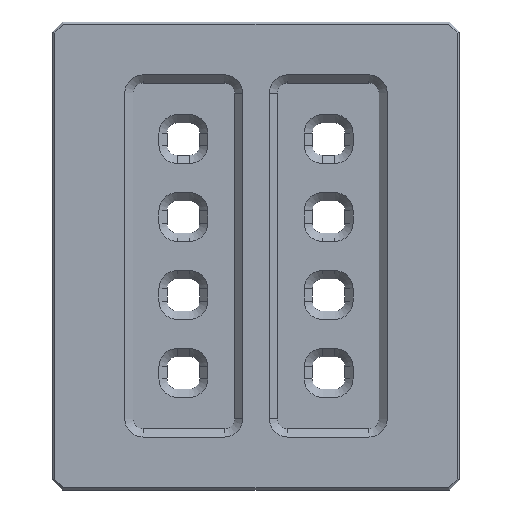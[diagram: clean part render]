
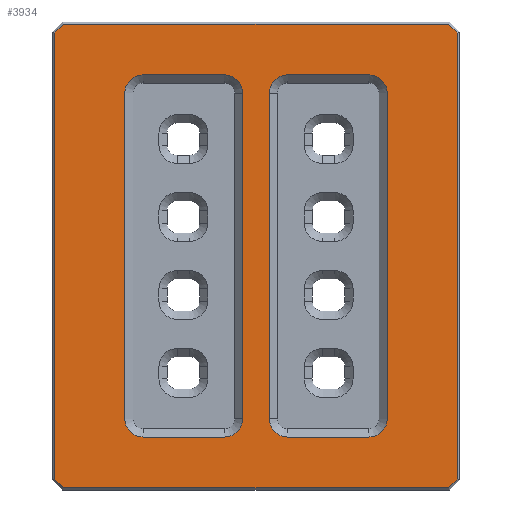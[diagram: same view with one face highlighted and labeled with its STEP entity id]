
A CAD part, top view. The second image highlights one B-rep face of the part: STEP entity #3934.
In plain terms, the highlighted planar face has unit normal (0, 0, 1).
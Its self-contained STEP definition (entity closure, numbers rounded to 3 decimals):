
#219=FACE_BOUND('',#799,.T.);
#220=FACE_BOUND('',#800,.T.);
#365=PLANE('',#4307);
#558=FACE_OUTER_BOUND('',#798,.T.);
#798=EDGE_LOOP('',(#3467,#3468,#3469,#3470,#3471,#3472,#3473,#3474));
#799=EDGE_LOOP('',(#3475,#3476,#3477,#3478,#3479,#3480,#3481,#3482));
#800=EDGE_LOOP('',(#3483,#3484,#3485,#3486,#3487,#3488,#3489,#3490));
#987=CIRCLE('',#4308,9.);
#988=CIRCLE('',#4309,9.);
#989=CIRCLE('',#4310,9.);
#990=CIRCLE('',#4311,9.);
#991=CIRCLE('',#4312,9.);
#992=CIRCLE('',#4313,9.);
#993=CIRCLE('',#4314,9.);
#994=CIRCLE('',#4315,9.);
#1317=LINE('',#6449,#1709);
#1321=LINE('',#6456,#1713);
#1324=LINE('',#6462,#1716);
#1327=LINE('',#6468,#1719);
#1330=LINE('',#6473,#1722);
#1332=LINE('',#6477,#1724);
#1334=LINE('',#6481,#1726);
#1336=LINE('',#6484,#1728);
#1338=LINE('',#6490,#1730);
#1339=LINE('',#6494,#1731);
#1340=LINE('',#6498,#1732);
#1341=LINE('',#6502,#1733);
#1342=LINE('',#6506,#1734);
#1343=LINE('',#6510,#1735);
#1344=LINE('',#6514,#1736);
#1345=LINE('',#6518,#1737);
#1709=VECTOR('',#5280,10.);
#1713=VECTOR('',#5286,10.);
#1716=VECTOR('',#5291,10.);
#1719=VECTOR('',#5296,10.);
#1722=VECTOR('',#5301,10.);
#1724=VECTOR('',#5305,10.);
#1726=VECTOR('',#5309,10.);
#1728=VECTOR('',#5313,10.);
#1730=VECTOR('',#5319,10.);
#1731=VECTOR('',#5322,10.);
#1732=VECTOR('',#5325,10.);
#1733=VECTOR('',#5328,10.);
#1734=VECTOR('',#5331,10.);
#1735=VECTOR('',#5334,10.);
#1736=VECTOR('',#5337,10.);
#1737=VECTOR('',#5340,10.);
#2072=VERTEX_POINT('',#6447);
#2073=VERTEX_POINT('',#6448);
#2075=VERTEX_POINT('',#6455);
#2077=VERTEX_POINT('',#6461);
#2079=VERTEX_POINT('',#6467);
#2080=VERTEX_POINT('',#6472);
#2081=VERTEX_POINT('',#6476);
#2082=VERTEX_POINT('',#6480);
#2083=VERTEX_POINT('',#6488);
#2084=VERTEX_POINT('',#6489);
#2085=VERTEX_POINT('',#6491);
#2086=VERTEX_POINT('',#6493);
#2087=VERTEX_POINT('',#6495);
#2088=VERTEX_POINT('',#6497);
#2089=VERTEX_POINT('',#6499);
#2090=VERTEX_POINT('',#6501);
#2091=VERTEX_POINT('',#6504);
#2092=VERTEX_POINT('',#6505);
#2093=VERTEX_POINT('',#6507);
#2094=VERTEX_POINT('',#6509);
#2095=VERTEX_POINT('',#6511);
#2096=VERTEX_POINT('',#6513);
#2097=VERTEX_POINT('',#6515);
#2098=VERTEX_POINT('',#6517);
#2549=EDGE_CURVE('',#2072,#2073,#1317,.T.);
#2553=EDGE_CURVE('',#2073,#2075,#1321,.T.);
#2556=EDGE_CURVE('',#2075,#2077,#1324,.T.);
#2559=EDGE_CURVE('',#2077,#2079,#1327,.T.);
#2562=EDGE_CURVE('',#2079,#2080,#1330,.T.);
#2564=EDGE_CURVE('',#2080,#2081,#1332,.T.);
#2566=EDGE_CURVE('',#2081,#2082,#1334,.T.);
#2568=EDGE_CURVE('',#2082,#2072,#1336,.T.);
#2570=EDGE_CURVE('',#2083,#2084,#1338,.T.);
#2571=EDGE_CURVE('',#2085,#2083,#987,.T.);
#2572=EDGE_CURVE('',#2086,#2085,#1339,.T.);
#2573=EDGE_CURVE('',#2087,#2086,#988,.T.);
#2574=EDGE_CURVE('',#2088,#2087,#1340,.T.);
#2575=EDGE_CURVE('',#2089,#2088,#989,.T.);
#2576=EDGE_CURVE('',#2090,#2089,#1341,.T.);
#2577=EDGE_CURVE('',#2084,#2090,#990,.T.);
#2578=EDGE_CURVE('',#2091,#2092,#1342,.T.);
#2579=EDGE_CURVE('',#2093,#2091,#991,.T.);
#2580=EDGE_CURVE('',#2094,#2093,#1343,.T.);
#2581=EDGE_CURVE('',#2095,#2094,#992,.T.);
#2582=EDGE_CURVE('',#2096,#2095,#1344,.T.);
#2583=EDGE_CURVE('',#2097,#2096,#993,.T.);
#2584=EDGE_CURVE('',#2098,#2097,#1345,.T.);
#2585=EDGE_CURVE('',#2092,#2098,#994,.T.);
#3467=ORIENTED_EDGE('',*,*,#2549,.F.);
#3468=ORIENTED_EDGE('',*,*,#2568,.F.);
#3469=ORIENTED_EDGE('',*,*,#2566,.F.);
#3470=ORIENTED_EDGE('',*,*,#2564,.F.);
#3471=ORIENTED_EDGE('',*,*,#2562,.F.);
#3472=ORIENTED_EDGE('',*,*,#2559,.F.);
#3473=ORIENTED_EDGE('',*,*,#2556,.F.);
#3474=ORIENTED_EDGE('',*,*,#2553,.F.);
#3475=ORIENTED_EDGE('',*,*,#2570,.F.);
#3476=ORIENTED_EDGE('',*,*,#2571,.F.);
#3477=ORIENTED_EDGE('',*,*,#2572,.F.);
#3478=ORIENTED_EDGE('',*,*,#2573,.F.);
#3479=ORIENTED_EDGE('',*,*,#2574,.F.);
#3480=ORIENTED_EDGE('',*,*,#2575,.F.);
#3481=ORIENTED_EDGE('',*,*,#2576,.F.);
#3482=ORIENTED_EDGE('',*,*,#2577,.F.);
#3483=ORIENTED_EDGE('',*,*,#2578,.F.);
#3484=ORIENTED_EDGE('',*,*,#2579,.F.);
#3485=ORIENTED_EDGE('',*,*,#2580,.F.);
#3486=ORIENTED_EDGE('',*,*,#2581,.F.);
#3487=ORIENTED_EDGE('',*,*,#2582,.F.);
#3488=ORIENTED_EDGE('',*,*,#2583,.F.);
#3489=ORIENTED_EDGE('',*,*,#2584,.F.);
#3490=ORIENTED_EDGE('',*,*,#2585,.F.);
#3934=ADVANCED_FACE('',(#558,#219,#220),#365,.T.);
#4307=AXIS2_PLACEMENT_3D('',#6487,#5317,#5318);
#4308=AXIS2_PLACEMENT_3D('',#6492,#5320,#5321);
#4309=AXIS2_PLACEMENT_3D('',#6496,#5323,#5324);
#4310=AXIS2_PLACEMENT_3D('',#6500,#5326,#5327);
#4311=AXIS2_PLACEMENT_3D('',#6503,#5329,#5330);
#4312=AXIS2_PLACEMENT_3D('',#6508,#5332,#5333);
#4313=AXIS2_PLACEMENT_3D('',#6512,#5335,#5336);
#4314=AXIS2_PLACEMENT_3D('',#6516,#5338,#5339);
#4315=AXIS2_PLACEMENT_3D('',#6519,#5341,#5342);
#5280=DIRECTION('',(0.,-1.,0.));
#5286=DIRECTION('',(-0.707,-0.707,0.));
#5291=DIRECTION('',(-1.,0.,0.));
#5296=DIRECTION('',(-0.707,0.707,0.));
#5301=DIRECTION('',(0.,1.,0.));
#5305=DIRECTION('',(0.707,0.707,0.));
#5309=DIRECTION('',(1.,0.,0.));
#5313=DIRECTION('',(0.707,-0.707,0.));
#5317=DIRECTION('center_axis',(0.,0.,1.));
#5318=DIRECTION('ref_axis',(1.,0.,0.));
#5319=DIRECTION('',(0.,1.,0.));
#5320=DIRECTION('center_axis',(0.,0.,1.));
#5321=DIRECTION('ref_axis',(0.707,-0.707,0.));
#5322=DIRECTION('',(1.,0.,0.));
#5323=DIRECTION('center_axis',(0.,0.,1.));
#5324=DIRECTION('ref_axis',(-0.707,-0.707,0.));
#5325=DIRECTION('',(0.,-1.,0.));
#5326=DIRECTION('center_axis',(0.,0.,1.));
#5327=DIRECTION('ref_axis',(-0.707,0.707,0.));
#5328=DIRECTION('',(-1.,0.,0.));
#5329=DIRECTION('center_axis',(0.,0.,1.));
#5330=DIRECTION('ref_axis',(0.707,0.707,0.));
#5331=DIRECTION('',(0.,-1.,0.));
#5332=DIRECTION('center_axis',(0.,0.,1.));
#5333=DIRECTION('ref_axis',(-0.707,0.707,0.));
#5334=DIRECTION('',(-1.,0.,0.));
#5335=DIRECTION('center_axis',(0.,0.,1.));
#5336=DIRECTION('ref_axis',(0.707,0.707,0.));
#5337=DIRECTION('',(0.,1.,0.));
#5338=DIRECTION('center_axis',(0.,0.,1.));
#5339=DIRECTION('ref_axis',(0.707,-0.707,0.));
#5340=DIRECTION('',(1.,0.,0.));
#5341=DIRECTION('center_axis',(0.,0.,1.));
#5342=DIRECTION('ref_axis',(-0.707,-0.707,0.));
#6447=CARTESIAN_POINT('',(99.,109.586,13.));
#6448=CARTESIAN_POINT('',(99.,-109.586,13.));
#6449=CARTESIAN_POINT('',(99.,-57.5,13.));
#6455=CARTESIAN_POINT('',(94.586,-114.,13.));
#6456=CARTESIAN_POINT('',(100.543,-108.043,13.));
#6461=CARTESIAN_POINT('',(-94.586,-114.,13.));
#6462=CARTESIAN_POINT('',(-50.,-114.,13.));
#6467=CARTESIAN_POINT('',(-99.,-109.586,13.));
#6468=CARTESIAN_POINT('',(-100.543,-108.043,13.));
#6472=CARTESIAN_POINT('',(-99.,109.586,13.));
#6473=CARTESIAN_POINT('',(-99.,57.5,13.));
#6476=CARTESIAN_POINT('',(-94.586,114.,13.));
#6477=CARTESIAN_POINT('',(-100.543,108.043,13.));
#6480=CARTESIAN_POINT('',(94.586,114.,13.));
#6481=CARTESIAN_POINT('',(50.,114.,13.));
#6484=CARTESIAN_POINT('',(100.543,108.043,13.));
#6487=CARTESIAN_POINT('Origin',(0.,0.,13.));
#6488=CARTESIAN_POINT('',(-6.5,-80.,13.));
#6489=CARTESIAN_POINT('',(-6.5,80.,13.));
#6490=CARTESIAN_POINT('',(-6.5,42.5,13.));
#6491=CARTESIAN_POINT('',(-15.5,-89.,13.));
#6492=CARTESIAN_POINT('Origin',(-15.5,-80.,13.));
#6493=CARTESIAN_POINT('',(-55.5,-89.,13.));
#6494=CARTESIAN_POINT('',(-5.25,-89.,13.));
#6495=CARTESIAN_POINT('',(-64.5,-80.,13.));
#6496=CARTESIAN_POINT('Origin',(-55.5,-80.,13.));
#6497=CARTESIAN_POINT('',(-64.5,80.,13.));
#6498=CARTESIAN_POINT('',(-64.5,-42.5,13.));
#6499=CARTESIAN_POINT('',(-55.5,89.,13.));
#6500=CARTESIAN_POINT('Origin',(-55.5,80.,13.));
#6501=CARTESIAN_POINT('',(-15.5,89.,13.));
#6502=CARTESIAN_POINT('',(-30.25,89.,13.));
#6503=CARTESIAN_POINT('Origin',(-15.5,80.,13.));
#6504=CARTESIAN_POINT('',(6.5,80.,13.));
#6505=CARTESIAN_POINT('',(6.5,-80.,13.));
#6506=CARTESIAN_POINT('',(6.5,-42.5,13.));
#6507=CARTESIAN_POINT('',(15.5,89.,13.));
#6508=CARTESIAN_POINT('Origin',(15.5,80.,13.));
#6509=CARTESIAN_POINT('',(55.5,89.,13.));
#6510=CARTESIAN_POINT('',(5.25,89.,13.));
#6511=CARTESIAN_POINT('',(64.5,80.,13.));
#6512=CARTESIAN_POINT('Origin',(55.5,80.,13.));
#6513=CARTESIAN_POINT('',(64.5,-80.,13.));
#6514=CARTESIAN_POINT('',(64.5,42.5,13.));
#6515=CARTESIAN_POINT('',(55.5,-89.,13.));
#6516=CARTESIAN_POINT('Origin',(55.5,-80.,13.));
#6517=CARTESIAN_POINT('',(15.5,-89.,13.));
#6518=CARTESIAN_POINT('',(30.25,-89.,13.));
#6519=CARTESIAN_POINT('Origin',(15.5,-80.,13.));
